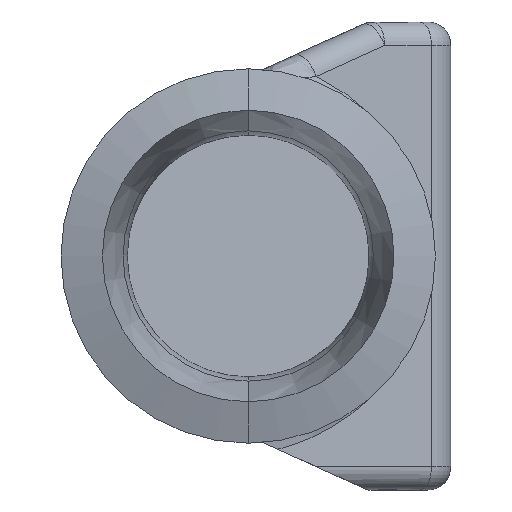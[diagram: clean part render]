
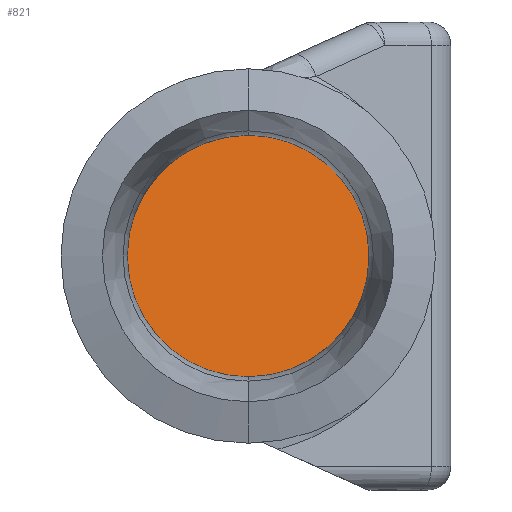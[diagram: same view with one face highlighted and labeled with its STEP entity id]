
A CAD part, left-side view. The second image highlights one B-rep face of the part: STEP entity #821.
In plain terms, the highlighted planar face has unit normal (-0.866, -0.5, 0).
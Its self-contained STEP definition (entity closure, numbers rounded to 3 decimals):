
#118 = ORIENTED_EDGE ( 'NONE', *, *, #1115, .T. ) ;
#204 = EDGE_LOOP ( 'NONE', ( #1332, #118 ) ) ;
#245 = EDGE_CURVE ( 'NONE', #1501, #1436, #1153, .T. ) ;
#292 = DIRECTION ( 'NONE',  ( 0.5, -0.866, 0. ) ) ;
#414 = CARTESIAN_POINT ( 'NONE',  ( 89.793, 15.5, 7.75 ) ) ;
#821 = ADVANCED_FACE ( 'NONE', ( #961 ), #1490, .T. ) ;
#961 = FACE_OUTER_BOUND ( 'NONE', #204, .T. ) ;
#970 = CARTESIAN_POINT ( 'NONE',  ( 105.814, -12.25, -43.523 ) ) ;
#1115 = EDGE_CURVE ( 'NONE', #1436, #1501, #1333, .T. ) ;
#1153 =( BOUNDED_CURVE ( )  B_SPLINE_CURVE ( 3, ( #1583, #414, #1466, #1356 ),
 .UNSPECIFIED., .F., .T. ) 
 B_SPLINE_CURVE_WITH_KNOTS ( ( 4, 4 ),
 ( 4.712, 7.854 ),
 .UNSPECIFIED. ) 
 CURVE ( )  GEOMETRIC_REPRESENTATION_ITEM ( )  RATIONAL_B_SPLINE_CURVE ( ( 1., 0.333, 0.333, 1. ) ) 
 REPRESENTATION_ITEM ( '' )  );
#1158 = CARTESIAN_POINT ( 'NONE',  ( 107.691, -15.5, -7.75 ) ) ;
#1299 = CARTESIAN_POINT ( 'NONE',  ( 98.742, 0., 7.75 ) ) ;
#1330 = CARTESIAN_POINT ( 'NONE',  ( 98.742, 0., 7.75 ) ) ;
#1332 = ORIENTED_EDGE ( 'NONE', *, *, #245, .T. ) ;
#1333 =( BOUNDED_CURVE ( )  B_SPLINE_CURVE ( 3, ( #1575, #1158, #1419, #1330 ),
 .UNSPECIFIED., .F., .T. ) 
 B_SPLINE_CURVE_WITH_KNOTS ( ( 4, 4 ),
 ( 1.571, 4.712 ),
 .UNSPECIFIED. ) 
 CURVE ( )  GEOMETRIC_REPRESENTATION_ITEM ( )  RATIONAL_B_SPLINE_CURVE ( ( 1., 0.333, 0.333, 1. ) ) 
 REPRESENTATION_ITEM ( '' )  );
#1356 = CARTESIAN_POINT ( 'NONE',  ( 98.742, 0., -7.75 ) ) ;
#1419 = CARTESIAN_POINT ( 'NONE',  ( 107.691, -15.5, 7.75 ) ) ;
#1436 = VERTEX_POINT ( 'NONE', #1694 ) ;
#1466 = CARTESIAN_POINT ( 'NONE',  ( 89.793, 15.5, -7.75 ) ) ;
#1490 = PLANE ( 'NONE',  #1651 ) ;
#1499 = DIRECTION ( 'NONE',  ( -0.866, -0.5, 0. ) ) ;
#1501 = VERTEX_POINT ( 'NONE', #1299 ) ;
#1575 = CARTESIAN_POINT ( 'NONE',  ( 98.742, 0., -7.75 ) ) ;
#1583 = CARTESIAN_POINT ( 'NONE',  ( 98.742, 0., 7.75 ) ) ;
#1651 = AXIS2_PLACEMENT_3D ( 'NONE', #970, #1499, #292 ) ;
#1694 = CARTESIAN_POINT ( 'NONE',  ( 98.742, 0., -7.75 ) ) ;
